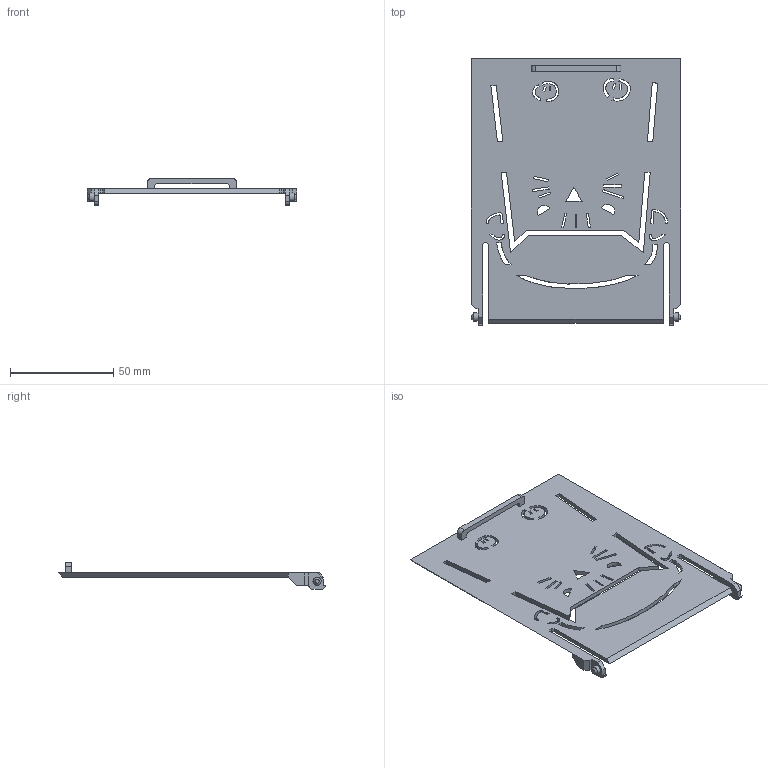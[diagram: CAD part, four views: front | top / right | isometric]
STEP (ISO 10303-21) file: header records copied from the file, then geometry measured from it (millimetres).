
FILE_DESCRIPTION(/* description */ (''),/* implementation_level */ '2;1');
FILE_NAME(/* name */ '',/* time_stamp */ '2025-10-26T21:41:03-04:00',/* author */ (''),/* organization */ (''),/* preprocessor_version */ 'ST-DEVELOPER v20.1',/* originating_system */ 'Autodesk Translation Framework v14.17.0.0',/* authorisation */ '');
FILE_SCHEMA (('AUTOMOTIVE_DESIGN { 1 0 10303 214 3 1 1 }'));
Length unit declared in the file: millimetre
Products named in the file (1): 2025-10-22-10-29-16-926
Bounding box: 101.66 x 129.25 x 13 mm (x, y, z)
Volume: 23724.4 mm3; surface area: 27344.3 mm2
Topology: 1 solids, 1 shells, 192 faces, 556 edges, 366 vertices
Faces by surface type: plane 148, bspline 30, cylinder 12, cone 2
Full cylindrical faces by diameter (mm): 3.99 x2
Entity records: 8835 total; most frequent: CARTESIAN_POINT 3867, ORIENTED_EDGE 1112, DIRECTION 830, EDGE_CURVE 556, LINE 452, VECTOR 452, VERTEX_POINT 366, EDGE_LOOP 256
